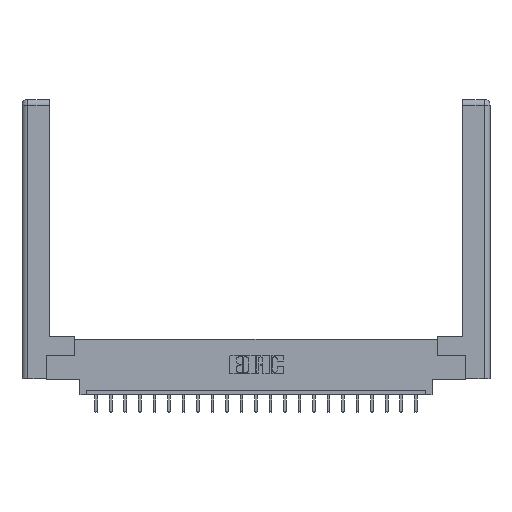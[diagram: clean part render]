
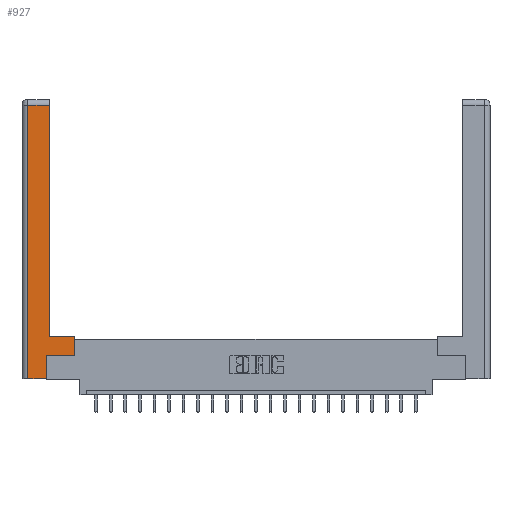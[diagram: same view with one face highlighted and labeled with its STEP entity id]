
A CAD part, top view. The second image highlights one B-rep face of the part: STEP entity #927.
In plain terms, the highlighted planar face has unit normal (0, 0, 1).
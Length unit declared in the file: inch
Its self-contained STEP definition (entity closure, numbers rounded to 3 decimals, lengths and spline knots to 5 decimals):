
#669 = EDGE_CURVE ( 'NONE', #3535, #18110, #17678, .T. ) ;
#927 = ADVANCED_FACE ( 'NONE', ( #9773 ), #16127, .F. ) ;
#1096 = DIRECTION ( 'NONE',  ( 0., -1., 0. ) ) ;
#1239 = VERTEX_POINT ( 'NONE', #6670 ) ;
#1424 = EDGE_CURVE ( 'NONE', #1239, #3535, #4890, .T. ) ;
#2018 = ORIENTED_EDGE ( 'NONE', *, *, #10158, .T. ) ;
#2223 = LINE ( 'NONE', #13153, #19012 ) ;
#2457 = DIRECTION ( 'NONE',  ( -1., 0., 0. ) ) ;
#3299 = CARTESIAN_POINT ( 'NONE',  ( 0.265, 0.245, 0. ) ) ;
#3535 = VERTEX_POINT ( 'NONE', #16672 ) ;
#3586 = LINE ( 'NONE', #13187, #5760 ) ;
#3665 = LINE ( 'NONE', #5790, #10415 ) ;
#4373 = CARTESIAN_POINT ( 'NONE',  ( 0.295, 3., 0. ) ) ;
#4890 = LINE ( 'NONE', #16681, #11894 ) ;
#5760 = VECTOR ( 'NONE', #9547, 39.37008 ) ;
#5790 = CARTESIAN_POINT ( 'NONE',  ( 0.295, 0.45, 0. ) ) ;
#5904 = ORIENTED_EDGE ( 'NONE', *, *, #1424, .T. ) ;
#6107 = ORIENTED_EDGE ( 'NONE', *, *, #10963, .T. ) ;
#6221 = VECTOR ( 'NONE', #18220, 39.37008 ) ;
#6491 = VECTOR ( 'NONE', #22177, 39.37008 ) ;
#6512 = ORIENTED_EDGE ( 'NONE', *, *, #7016, .T. ) ;
#6536 = CARTESIAN_POINT ( 'NONE',  ( 0.565, 0.45, 0. ) ) ;
#6603 = VERTEX_POINT ( 'NONE', #6802 ) ;
#6670 = CARTESIAN_POINT ( 'NONE',  ( 0.0615, 0., 0. ) ) ;
#6802 = CARTESIAN_POINT ( 'NONE',  ( 0.565, 0.245, 0. ) ) ;
#7016 = EDGE_CURVE ( 'NONE', #15619, #14300, #3665, .T. ) ;
#8354 = ORIENTED_EDGE ( 'NONE', *, *, #669, .T. ) ;
#9254 = DIRECTION ( 'NONE',  ( 0., 0., -1. ) ) ;
#9547 = DIRECTION ( 'NONE',  ( 0., 1., 0. ) ) ;
#9773 = FACE_OUTER_BOUND ( 'NONE', #18894, .T. ) ;
#10158 = EDGE_CURVE ( 'NONE', #22330, #1239, #2223, .T. ) ;
#10202 = DIRECTION ( 'NONE',  ( 0., 1., 0. ) ) ;
#10415 = VECTOR ( 'NONE', #2457, 39.37008 ) ;
#10825 = LINE ( 'NONE', #4373, #6221 ) ;
#10843 = LINE ( 'NONE', #12087, #6491 ) ;
#10963 = EDGE_CURVE ( 'NONE', #12665, #22330, #10843, .T. ) ;
#11894 = VECTOR ( 'NONE', #21995, 39.37008 ) ;
#12011 = ORIENTED_EDGE ( 'NONE', *, *, #18872, .T. ) ;
#12013 = EDGE_CURVE ( 'NONE', #14300, #12665, #10825, .T. ) ;
#12087 = CARTESIAN_POINT ( 'NONE',  ( 0.0615, 2.94, 0. ) ) ;
#12639 = CARTESIAN_POINT ( 'NONE',  ( 0., 0., 0. ) ) ;
#12665 = VERTEX_POINT ( 'NONE', #16713 ) ;
#12718 = VECTOR ( 'NONE', #15437, 39.37008 ) ;
#13153 = CARTESIAN_POINT ( 'NONE',  ( 0.0615, 0., 0. ) ) ;
#13187 = CARTESIAN_POINT ( 'NONE',  ( 0.565, 0.45, 0. ) ) ;
#13625 = CARTESIAN_POINT ( 'NONE',  ( 0.565, 0.245, 0. ) ) ;
#13930 = AXIS2_PLACEMENT_3D ( 'NONE', #12639, #9254, #14477 ) ;
#14300 = VERTEX_POINT ( 'NONE', #20840 ) ;
#14477 = DIRECTION ( 'NONE',  ( -1., 0., 0. ) ) ;
#15078 = ORIENTED_EDGE ( 'NONE', *, *, #12013, .T. ) ;
#15437 = DIRECTION ( 'NONE',  ( 1., 0., 0. ) ) ;
#15619 = VERTEX_POINT ( 'NONE', #6536 ) ;
#16127 = PLANE ( 'NONE',  #13930 ) ;
#16672 = CARTESIAN_POINT ( 'NONE',  ( 0.265, 0., 0. ) ) ;
#16681 = CARTESIAN_POINT ( 'NONE',  ( 0.265, 0., 0. ) ) ;
#16703 = ORIENTED_EDGE ( 'NONE', *, *, #17135, .T. ) ;
#16713 = CARTESIAN_POINT ( 'NONE',  ( 0.295, 2.94, 0. ) ) ;
#17101 = VECTOR ( 'NONE', #10202, 39.37008 ) ;
#17135 = EDGE_CURVE ( 'NONE', #6603, #15619, #3586, .T. ) ;
#17541 = CARTESIAN_POINT ( 'NONE',  ( 0.0615, 2.94, 0. ) ) ;
#17678 = LINE ( 'NONE', #20573, #17101 ) ;
#18110 = VERTEX_POINT ( 'NONE', #3299 ) ;
#18220 = DIRECTION ( 'NONE',  ( 0., 1., 0. ) ) ;
#18872 = EDGE_CURVE ( 'NONE', #18110, #6603, #20032, .T. ) ;
#18894 = EDGE_LOOP ( 'NONE', ( #15078, #6107, #2018, #5904, #8354, #12011, #16703, #6512 ) ) ;
#19012 = VECTOR ( 'NONE', #1096, 39.37008 ) ;
#20032 = LINE ( 'NONE', #13625, #12718 ) ;
#20573 = CARTESIAN_POINT ( 'NONE',  ( 0.265, 0.245, 0. ) ) ;
#20840 = CARTESIAN_POINT ( 'NONE',  ( 0.295, 0.45, 0. ) ) ;
#21995 = DIRECTION ( 'NONE',  ( 1., 0., 0. ) ) ;
#22177 = DIRECTION ( 'NONE',  ( -1., 0., 0. ) ) ;
#22330 = VERTEX_POINT ( 'NONE', #17541 ) ;
